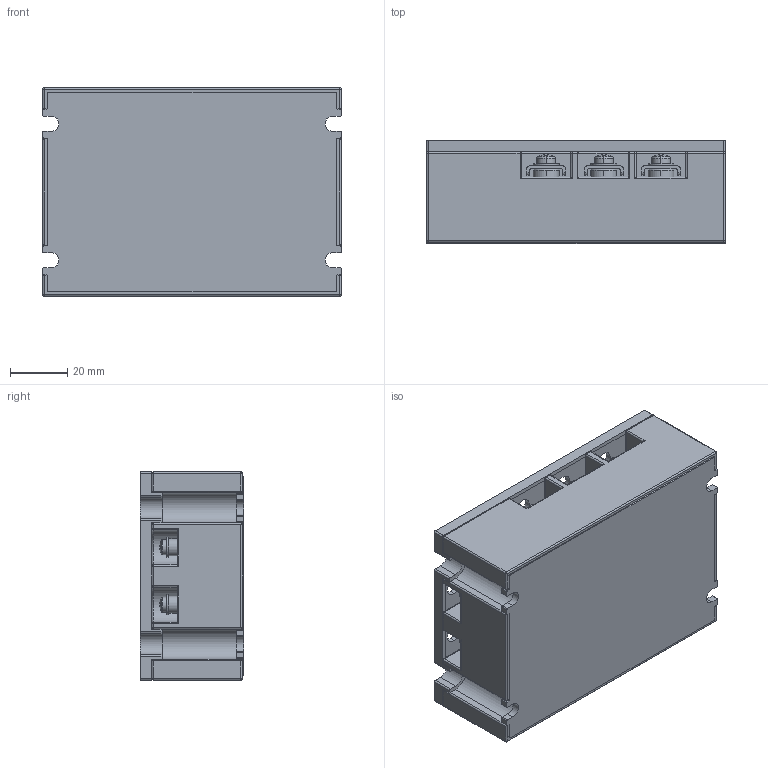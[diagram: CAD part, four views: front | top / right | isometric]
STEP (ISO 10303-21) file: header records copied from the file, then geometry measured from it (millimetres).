
FILE_DESCRIPTION (( 'STEP AP214' ), '1' );
FILE_NAME ('5866-1 Solid State Relay with LED Three Phase SSR-40A STEP214.STEP', '2022-05-17T12:26:44', ( '' ), ( '' ), 'SwSTEP 2.0', 'SolidWorks 2022', '' );
FILE_SCHEMA (( 'AUTOMOTIVE_DESIGN' ));
Length unit declared in the file: millimetre
Products named in the file (10): 5866-1 Metal bottom plate; 5866-7 Wire clamp; 5866-5 M3 Washer; 5866-4 M4x8 bolt; 5866-8 Product sticker; 5866-6 M4 Washer; 5866-9 Cover; 5866-1 Solid State Relay with LED Three Phase SSR-40A STEP214; 5866-2 Main body; 5866-3 M3x8 bolt
Assembly tree (26 placements, depth 2):
  5866-1 Solid State Relay with LED Three Phase SSR-40A STEP214
    5866-1 Metal bottom plate
    5866-2 Main body
    5866-3 M3x8 bolt  x2
    5866-4 M4x8 bolt  x6
    5866-5 M3 Washer  x2
    5866-6 M4 Washer  x6
    5866-7 Wire clamp  x6
    5866-8 Product sticker
    5866-9 Cover
Bounding box: 104 x 35.9 x 72.5 mm (x, y, z)
Volume: 229642.7 mm3; surface area: 75494.2 mm2
Topology: 26 solids, 36 shells, 2437 faces, 6382 edges, 4143 vertices
Faces by surface type: plane 1184, bspline 696, cylinder 385, cone 80, sphere 50, torus 42
Entity records: 110343 total; most frequent: CARTESIAN_POINT 47395, ORIENTED_EDGE 10844, DIRECTION 7436, EDGE_CURVE 5422, VERTEX_POINT 3549, LINE 3376, VECTOR 3376, EDGE_LOOP 2277
